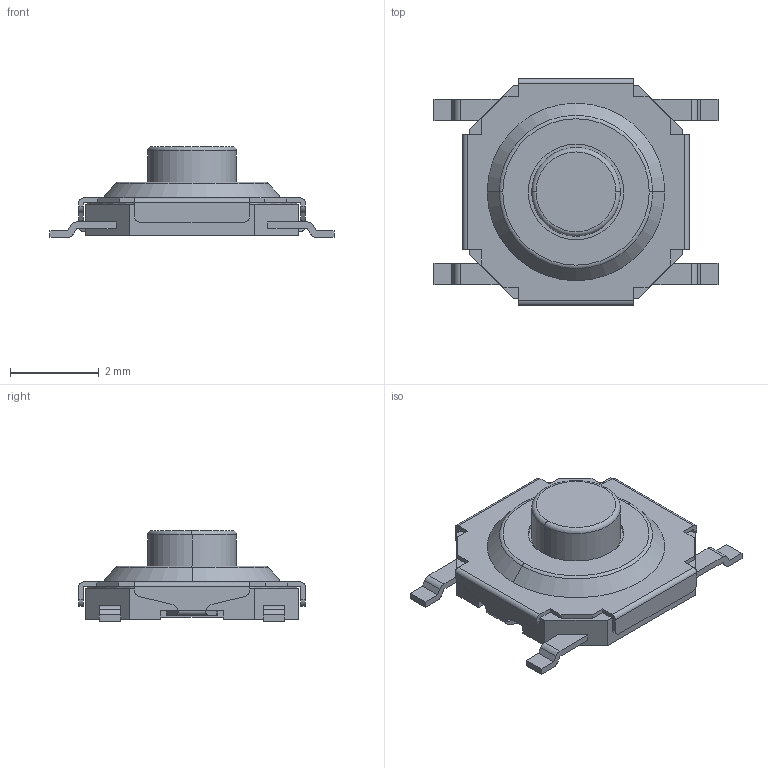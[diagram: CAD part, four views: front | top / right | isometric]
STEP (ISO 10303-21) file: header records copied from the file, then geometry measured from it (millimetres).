
FILE_DESCRIPTION((''),'2;1');
FILE_NAME('PTS526SM15SMTR21_LFS','2021-12-08T10:04:58',('Cube.hu'),(''),'CREO PARAMETRIC BY PTC INC, 2019224','CREO PARAMETRIC BY PTC INC, 2019224','');
FILE_SCHEMA(('AUTOMOTIVE_DESIGN { 1 0 10303 214 1 1 1 1 }'));
Length unit declared in the file: millimetre
Products named in the file (1): PTS526SM15SMTR21_LFS
Bounding box: 6.4 x 5.1 x 2.05 mm (x, y, z)
Volume: 18.3 mm3; surface area: 159.7 mm2
Topology: 1 solids, 1 shells, 198 faces, 530 edges, 346 vertices
Faces by surface type: plane 136, cylinder 50, cone 6, torus 6
Entity records: 6440 total; most frequent: CARTESIAN_POINT 1183, DIRECTION 1064, ORIENTED_EDGE 1060, EDGE_CURVE 530, VECTOR 399, LINE 399, VERTEX_POINT 346, AXIS2_PLACEMENT_3D 331
